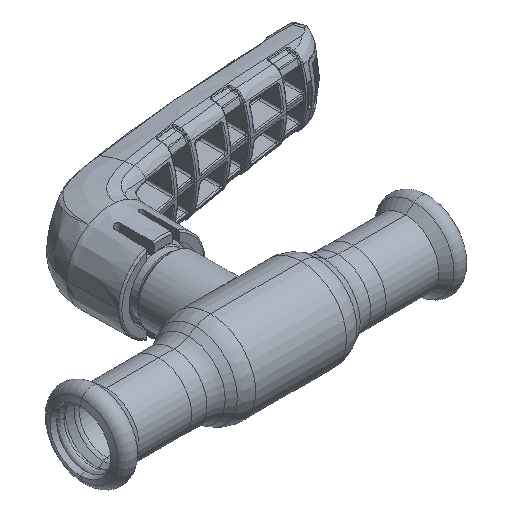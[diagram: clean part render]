
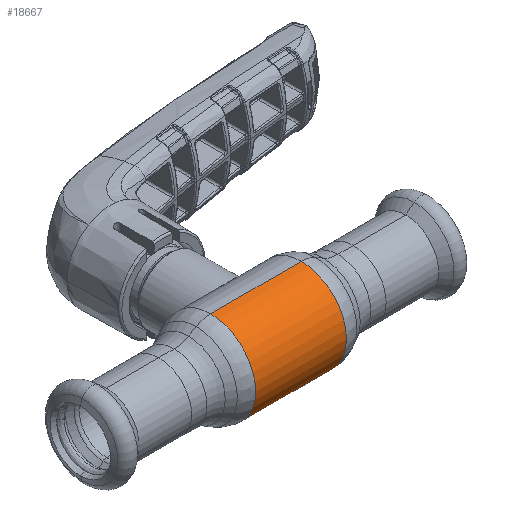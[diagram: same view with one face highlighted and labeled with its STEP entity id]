
A CAD part, isometric view. The second image highlights one B-rep face of the part: STEP entity #18667.
In plain terms, the highlighted cylindrical face has radius 12.5 mm (diameter 25 mm), a partial arc.
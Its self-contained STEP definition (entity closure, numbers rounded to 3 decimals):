
#4046 = CARTESIAN_POINT ( 'NONE',  ( -62.69, 0., 0. ) ) ;
#4645 = VERTEX_POINT ( 'NONE', #5703 ) ;
#5703 = CARTESIAN_POINT ( 'NONE',  ( 12.606, 0., 12.5 ) ) ;
#7349 = CARTESIAN_POINT ( 'NONE',  ( 12.606, 0., -12.5 ) ) ;
#7498 = EDGE_LOOP ( 'NONE', ( #22939, #65249, #27650, #35295 ) ) ;
#12705 = EDGE_CURVE ( 'NONE', #54067, #34730, #44821, .T. ) ;
#14334 = VERTEX_POINT ( 'NONE', #7349 ) ;
#14335 = CARTESIAN_POINT ( 'NONE',  ( 12.606, 0., 0. ) ) ;
#14993 = AXIS2_PLACEMENT_3D ( 'NONE', #14335, #55292, #19344 ) ;
#18667 = ADVANCED_FACE ( 'NONE', ( #44326 ), #37748, .T. ) ;
#19344 = DIRECTION ( 'NONE',  ( 0., 0., 1. ) ) ;
#22939 = ORIENTED_EDGE ( 'NONE', *, *, #58895, .F. ) ;
#23436 = CIRCLE ( 'NONE', #14993, 12.5 ) ;
#25549 = DIRECTION ( 'NONE',  ( 0., 0., 1. ) ) ;
#25819 = LINE ( 'NONE', #65679, #46887 ) ;
#25973 = DIRECTION ( 'NONE',  ( -1., 0., 0. ) ) ;
#27551 = VECTOR ( 'NONE', #27674, 1000. ) ;
#27650 = ORIENTED_EDGE ( 'NONE', *, *, #41000, .T. ) ;
#27674 = DIRECTION ( 'NONE',  ( -1., 0., 0. ) ) ;
#34730 = VERTEX_POINT ( 'NONE', #52208 ) ;
#35295 = ORIENTED_EDGE ( 'NONE', *, *, #12705, .F. ) ;
#35535 = DIRECTION ( 'NONE',  ( 0., 0., 1. ) ) ;
#37375 = CARTESIAN_POINT ( 'NONE',  ( -12.606, 0., -12.5 ) ) ;
#37652 = AXIS2_PLACEMENT_3D ( 'NONE', #4046, #56314, #35535 ) ;
#37748 = CYLINDRICAL_SURFACE ( 'NONE', #37652, 12.5 ) ;
#38058 = LINE ( 'NONE', #57940, #27551 ) ;
#39881 = DIRECTION ( 'NONE',  ( -1., 0., 0. ) ) ;
#41000 = EDGE_CURVE ( 'NONE', #4645, #34730, #25819, .T. ) ;
#44326 = FACE_OUTER_BOUND ( 'NONE', #7498, .T. ) ;
#44821 = CIRCLE ( 'NONE', #57027, 12.5 ) ;
#45723 = CARTESIAN_POINT ( 'NONE',  ( -12.606, 0., 0. ) ) ;
#46887 = VECTOR ( 'NONE', #39881, 1000. ) ;
#50305 = EDGE_CURVE ( 'NONE', #14334, #4645, #23436, .T. ) ;
#52208 = CARTESIAN_POINT ( 'NONE',  ( -12.606, 0., 12.5 ) ) ;
#54067 = VERTEX_POINT ( 'NONE', #37375 ) ;
#55292 = DIRECTION ( 'NONE',  ( -1., 0., 0. ) ) ;
#56314 = DIRECTION ( 'NONE',  ( -1., 0., 0. ) ) ;
#57027 = AXIS2_PLACEMENT_3D ( 'NONE', #45723, #25973, #25549 ) ;
#57940 = CARTESIAN_POINT ( 'NONE',  ( -62.69, 0., -12.5 ) ) ;
#58895 = EDGE_CURVE ( 'NONE', #14334, #54067, #38058, .T. ) ;
#65249 = ORIENTED_EDGE ( 'NONE', *, *, #50305, .T. ) ;
#65679 = CARTESIAN_POINT ( 'NONE',  ( -62.69, 0., 12.5 ) ) ;
